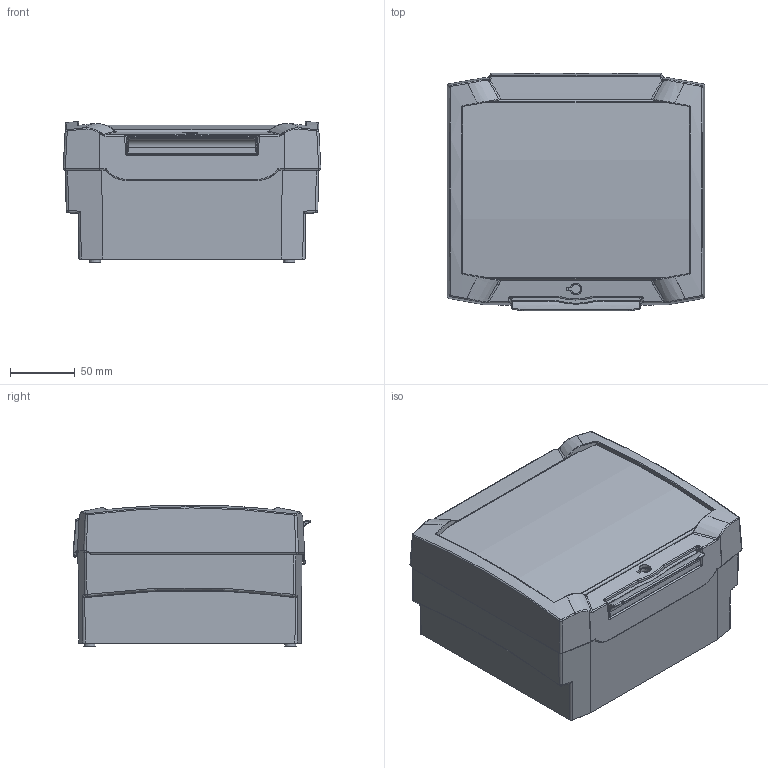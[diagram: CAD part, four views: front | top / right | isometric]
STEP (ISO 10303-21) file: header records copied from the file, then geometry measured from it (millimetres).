
FILE_DESCRIPTION(/* description */ (''),/* implementation_level */ '2;1');
FILE_NAME(/* name */ '2604162_3D.stp',/* time_stamp */ '2018-07-11T16:03:38+02:00',/* author */ ('haertel'),/* organization */ (''),/* preprocessor_version */ 'ST-DEVELOPER v16.13',/* originating_system */ 'Autodesk Inventor 2018',/* authorisation */ '');
FILE_SCHEMA (('AUTOMOTIVE_DESIGN { 1 0 10303 214 3 1 1 }'));
Length unit declared in the file: millimetre
Products named in the file (7): 2604162_3D; PART11; 1008957_3Dsym; PART1AAAA; 1011386_3D-test-2; 1008955_3Dsym; 1008995_3Dsym
Assembly tree (6 placements, depth 2):
  2604162_3D
    PART11
    1008957_3Dsym
    PART1AAAA
    1011386_3D-test-2
    1008955_3Dsym
    1008995_3Dsym
Bounding box: 199 x 183.65 x 109.49 mm (x, y, z)
Volume: 551941 mm3; surface area: 459608 mm2
Topology: 6 solids, 6 shells, 2796 faces, 7502 edges, 4719 vertices
Faces by surface type: plane 1430, cylinder 634, bspline 389, cone 189, sphere 135, torus 19
Full cylindrical faces by diameter (mm): 2 x2, 2.15 x8, 3.2 x4, 5.2 x4
Entity records: 122893 total; most frequent: CARTESIAN_POINT 53874, ORIENTED_EDGE 14584, DIRECTION 13739, EDGE_CURVE 7292, AXIS2_PLACEMENT_3D 4764, VERTEX_POINT 4706, LINE 4211, VECTOR 4211
